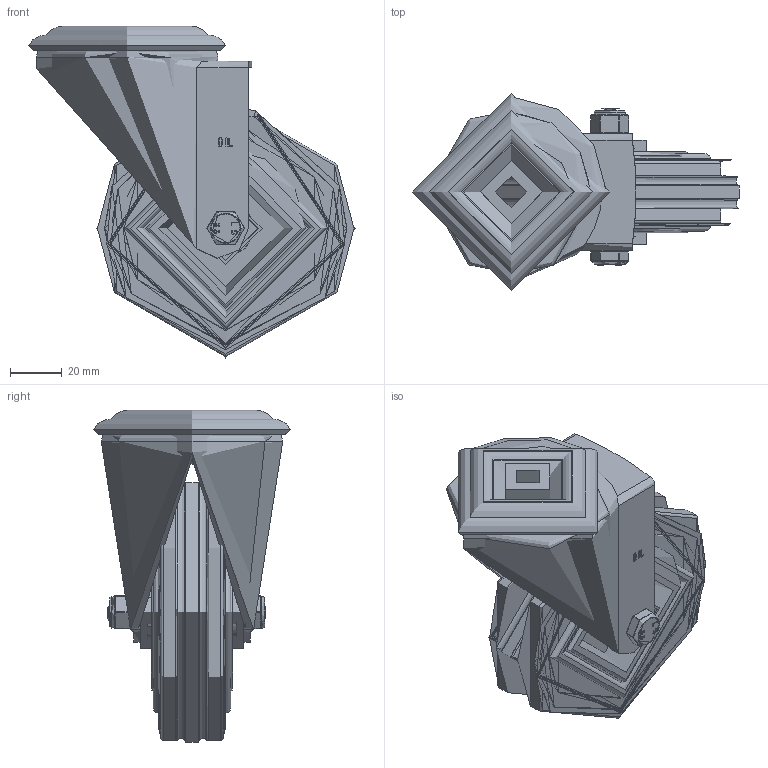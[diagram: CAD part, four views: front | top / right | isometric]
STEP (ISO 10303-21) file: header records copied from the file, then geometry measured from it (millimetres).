
FILE_DESCRIPTION(/* description */ (''),/* implementation_level */ '2;1');
FILE_NAME(/* name */ 'BZMM100GRBBH12.step',/* time_stamp */ '2024-09-25T10:59:20+01:00',/* author */ (''),/* organization */ (''),/* preprocessor_version */ 'ST-DEVELOPER v20',/* originating_system */ 'Autodesk Translation Framework v13.20.0.188',/* authorisation */ '');
FILE_SCHEMA (('AUTOMOTIVE_DESIGN { 1 0 10303 214 3 1 1 }'));
Length unit declared in the file: millimetre
Products named in the file (21): BZMM100GRBBH12; BZMM100ASBH12 v1; ZINC PLATED PRESSED STEEL HEAD; ZINC PLATED, PRESSED STEEL FORKS; BZMM100WGRRB v1; RUBBER WHEEL; POLYPROPYLENE RIM; POLYPROPYLENE RIM Geometry; CAP; ROLLER BEARING; PINS; Component1; CAGE; TUBEM12X40 v1; ZINC PLATED STEEL TUBE; HEXBOLTM8X55Z8.8 v2; GRADE 8.8 ZINC PLATED BOLT; NYLOCM8Z v1; NYLOC NUT; NUT; RUBBER
Assembly tree (27 placements, depth 5):
  BZMM100GRBBH12
    BZMM100ASBH12 v1
      ZINC PLATED PRESSED STEEL HEAD
      ZINC PLATED, PRESSED STEEL FORKS
    BZMM100WGRRB v1
      RUBBER WHEEL
      POLYPROPYLENE RIM
        POLYPROPYLENE RIM Geometry
        CAP
      ROLLER BEARING
        PINS
          Component1  x8
        CAGE
    TUBEM12X40 v1
      ZINC PLATED STEEL TUBE
    HEXBOLTM8X55Z8.8 v2
      GRADE 8.8 ZINC PLATED BOLT
    NYLOCM8Z v1
      NYLOC NUT
        NUT
        RUBBER
Bounding box: 126 x 76 x 128 mm (x, y, z)
Volume: 246373 mm3; surface area: 103586.6 mm2
Topology: 18 solids, 18 shells, 523 faces, 1243 edges, 776 vertices
Faces by surface type: plane 190, cylinder 161, bspline 64, cone 46, torus 38, sphere 24
Full cylindrical faces by diameter (mm): 0.664 x2, 4.5 x8, 6.446 x7, 7.866 x13, 8 x3, 8.2 x2, 8.4 x1, 8.6 x2, 11.5 x1, 11.9 x1, 12 x2, 12.1 x1, 12.2 x1, 13 x1, 21 x1, 21.313 x1, 22 x1, 24 x3, 24.8 x1, 25 x1, 28 x2, 38 x1, 49.5 x1, 50.787 x2, 61.5 x2, 65 x1, 70 x1, 72 x1, 99 x2, 100 x1
Entity records: 23856 total; most frequent: CARTESIAN_POINT 11681, ORIENTED_EDGE 2432, DIRECTION 2418, EDGE_CURVE 1216, AXIS2_PLACEMENT_3D 931, VERTEX_POINT 762, EDGE_LOOP 566, LINE 556
